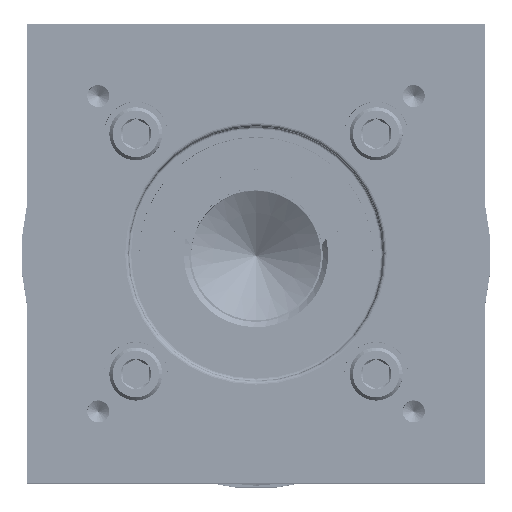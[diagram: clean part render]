
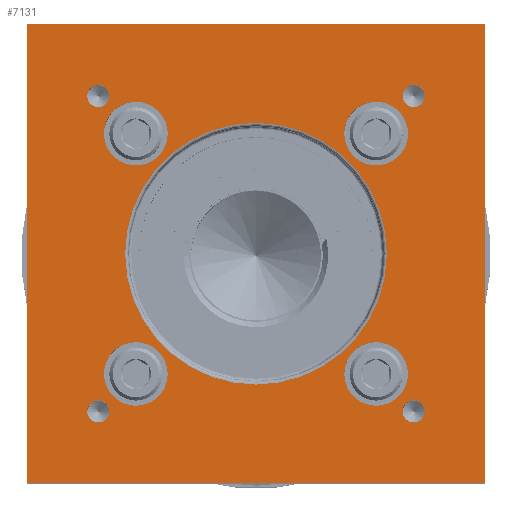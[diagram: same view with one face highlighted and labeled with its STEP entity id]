
A CAD part, top view. The second image highlights one B-rep face of the part: STEP entity #7131.
In plain terms, the highlighted planar face has unit normal (0, 0, 1).
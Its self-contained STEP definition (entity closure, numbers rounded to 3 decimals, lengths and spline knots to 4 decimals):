
#326=PLANE('',#7685);
#515=LINE('',#10810,#789);
#516=LINE('',#10812,#790);
#517=LINE('',#10814,#791);
#518=LINE('',#10815,#792);
#789=VECTOR('',#8650,0.3937);
#790=VECTOR('',#8651,0.3937);
#791=VECTOR('',#8652,0.3937);
#792=VECTOR('',#8653,0.3937);
#1177=FACE_BOUND('',#2094,.T.);
#1178=FACE_BOUND('',#2095,.T.);
#1179=FACE_BOUND('',#2096,.T.);
#1180=FACE_BOUND('',#2097,.T.);
#1181=FACE_BOUND('',#2098,.T.);
#1182=FACE_BOUND('',#2099,.T.);
#1183=FACE_BOUND('',#2100,.T.);
#1184=FACE_BOUND('',#2101,.T.);
#1185=FACE_BOUND('',#2102,.T.);
#1586=FACE_OUTER_BOUND('',#2093,.T.);
#2093=EDGE_LOOP('',(#4837,#4838,#4839,#4840));
#2094=EDGE_LOOP('',(#4841));
#2095=EDGE_LOOP('',(#4842));
#2096=EDGE_LOOP('',(#4843));
#2097=EDGE_LOOP('',(#4844));
#2098=EDGE_LOOP('',(#4845));
#2099=EDGE_LOOP('',(#4846));
#2100=EDGE_LOOP('',(#4847));
#2101=EDGE_LOOP('',(#4848));
#2102=EDGE_LOOP('',(#4849));
#2715=CIRCLE('',#7639,0.065);
#2717=CIRCLE('',#7643,0.065);
#2719=CIRCLE('',#7647,0.065);
#2721=CIRCLE('',#7651,0.065);
#2724=CIRCLE('',#7656,0.1875);
#2728=CIRCLE('',#7663,0.1875);
#2732=CIRCLE('',#7670,0.1875);
#2736=CIRCLE('',#7677,0.1875);
#2739=CIRCLE('',#7682,0.7702);
#3081=VERTEX_POINT('',#10735);
#3083=VERTEX_POINT('',#10741);
#3085=VERTEX_POINT('',#10747);
#3087=VERTEX_POINT('',#10753);
#3090=VERTEX_POINT('',#10761);
#3094=VERTEX_POINT('',#10772);
#3098=VERTEX_POINT('',#10783);
#3102=VERTEX_POINT('',#10794);
#3105=VERTEX_POINT('',#10802);
#3107=VERTEX_POINT('',#10808);
#3108=VERTEX_POINT('',#10809);
#3109=VERTEX_POINT('',#10811);
#3110=VERTEX_POINT('',#10813);
#3814=EDGE_CURVE('',#3081,#3081,#2715,.T.);
#3816=EDGE_CURVE('',#3083,#3083,#2717,.T.);
#3818=EDGE_CURVE('',#3085,#3085,#2719,.T.);
#3820=EDGE_CURVE('',#3087,#3087,#2721,.T.);
#3823=EDGE_CURVE('',#3090,#3090,#2724,.T.);
#3827=EDGE_CURVE('',#3094,#3094,#2728,.T.);
#3831=EDGE_CURVE('',#3098,#3098,#2732,.T.);
#3835=EDGE_CURVE('',#3102,#3102,#2736,.T.);
#3838=EDGE_CURVE('',#3105,#3105,#2739,.T.);
#3840=EDGE_CURVE('',#3107,#3108,#515,.T.);
#3841=EDGE_CURVE('',#3109,#3107,#516,.T.);
#3842=EDGE_CURVE('',#3110,#3109,#517,.T.);
#3843=EDGE_CURVE('',#3108,#3110,#518,.T.);
#4837=ORIENTED_EDGE('',*,*,#3840,.F.);
#4838=ORIENTED_EDGE('',*,*,#3841,.F.);
#4839=ORIENTED_EDGE('',*,*,#3842,.F.);
#4840=ORIENTED_EDGE('',*,*,#3843,.F.);
#4841=ORIENTED_EDGE('',*,*,#3814,.T.);
#4842=ORIENTED_EDGE('',*,*,#3816,.T.);
#4843=ORIENTED_EDGE('',*,*,#3818,.T.);
#4844=ORIENTED_EDGE('',*,*,#3820,.T.);
#4845=ORIENTED_EDGE('',*,*,#3823,.T.);
#4846=ORIENTED_EDGE('',*,*,#3827,.T.);
#4847=ORIENTED_EDGE('',*,*,#3831,.T.);
#4848=ORIENTED_EDGE('',*,*,#3835,.T.);
#4849=ORIENTED_EDGE('',*,*,#3838,.F.);
#7131=ADVANCED_FACE('',(#1586,#1177,#1178,#1179,#1180,#1181,#1182,#1183,
#1184,#1185),#326,.F.);
#7639=AXIS2_PLACEMENT_3D('',#10736,#8556,#8557);
#7643=AXIS2_PLACEMENT_3D('',#10742,#8564,#8565);
#7647=AXIS2_PLACEMENT_3D('',#10748,#8572,#8573);
#7651=AXIS2_PLACEMENT_3D('',#10754,#8580,#8581);
#7656=AXIS2_PLACEMENT_3D('',#10762,#8590,#8591);
#7663=AXIS2_PLACEMENT_3D('',#10773,#8604,#8605);
#7670=AXIS2_PLACEMENT_3D('',#10784,#8618,#8619);
#7677=AXIS2_PLACEMENT_3D('',#10795,#8632,#8633);
#7682=AXIS2_PLACEMENT_3D('',#10803,#8642,#8643);
#7685=AXIS2_PLACEMENT_3D('',#10807,#8648,#8649);
#8556=DIRECTION('center_axis',(0.,0.,
-1.));
#8557=DIRECTION('ref_axis',(1.,0.,0.));
#8564=DIRECTION('center_axis',(0.,0.,
-1.));
#8565=DIRECTION('ref_axis',(1.,0.,0.));
#8572=DIRECTION('center_axis',(0.,0.,
-1.));
#8573=DIRECTION('ref_axis',(1.,0.,0.));
#8580=DIRECTION('center_axis',(0.,0.,
-1.));
#8581=DIRECTION('ref_axis',(1.,0.,0.));
#8590=DIRECTION('center_axis',(0.,0.,
-1.));
#8591=DIRECTION('ref_axis',(1.,0.,0.));
#8604=DIRECTION('center_axis',(0.,0.,
-1.));
#8605=DIRECTION('ref_axis',(1.,0.,0.));
#8618=DIRECTION('center_axis',(0.,0.,
-1.));
#8619=DIRECTION('ref_axis',(1.,0.,0.));
#8632=DIRECTION('center_axis',(0.,0.,
-1.));
#8633=DIRECTION('ref_axis',(1.,0.,0.));
#8642=DIRECTION('center_axis',(0.,0.,
1.));
#8643=DIRECTION('ref_axis',(0.,-1.,0.));
#8648=DIRECTION('center_axis',(0.,0.,
-1.));
#8649=DIRECTION('ref_axis',(-1.,0.,0.));
#8650=DIRECTION('',(0.,-1.,0.));
#8651=DIRECTION('',(1.,0.,0.));
#8652=DIRECTION('',(0.,1.,0.));
#8653=DIRECTION('',(-1.,0.,0.));
#10735=CARTESIAN_POINT('',(0.9931,-0.9281,5.044));
#10736=CARTESIAN_POINT('Origin',(0.9281,-0.9281,5.044));
#10741=CARTESIAN_POINT('',(-0.8631,0.9281,5.044));
#10742=CARTESIAN_POINT('Origin',(-0.9281,0.9281,5.044));
#10747=CARTESIAN_POINT('',(0.9931,0.9281,5.044));
#10748=CARTESIAN_POINT('Origin',(0.9281,0.9281,5.044));
#10753=CARTESIAN_POINT('',(-0.8631,-0.9281,5.044));
#10754=CARTESIAN_POINT('Origin',(-0.9281,-0.9281,
5.044));
#10761=CARTESIAN_POINT('',(0.8946,-0.7071,5.044));
#10762=CARTESIAN_POINT('Origin',(0.7071,-0.7071,5.044));
#10772=CARTESIAN_POINT('',(-0.5196,0.7071,5.044));
#10773=CARTESIAN_POINT('Origin',(-0.7071,0.7071,5.044));
#10783=CARTESIAN_POINT('',(0.8946,0.7071,5.044));
#10784=CARTESIAN_POINT('Origin',(0.7071,0.7071,5.044));
#10794=CARTESIAN_POINT('',(-0.5196,-0.7071,5.044));
#10795=CARTESIAN_POINT('Origin',(-0.7071,-0.7071,
5.044));
#10802=CARTESIAN_POINT('',(0.,0.7702,5.044));
#10803=CARTESIAN_POINT('Origin',(0.,0.,
5.044));
#10807=CARTESIAN_POINT('Origin',(0.,0.,
5.044));
#10808=CARTESIAN_POINT('',(1.35,1.35,5.044));
#10809=CARTESIAN_POINT('',(1.35,-1.35,5.044));
#10810=CARTESIAN_POINT('',(1.35,-1.35,5.044));
#10811=CARTESIAN_POINT('',(-1.35,1.35,5.044));
#10812=CARTESIAN_POINT('',(1.35,1.35,5.044));
#10813=CARTESIAN_POINT('',(-1.35,-1.35,5.044));
#10814=CARTESIAN_POINT('',(-1.35,1.35,5.044));
#10815=CARTESIAN_POINT('',(-1.35,-1.35,5.044));
